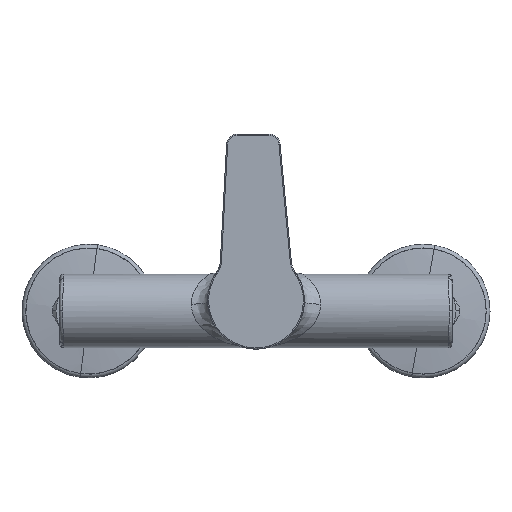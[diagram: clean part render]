
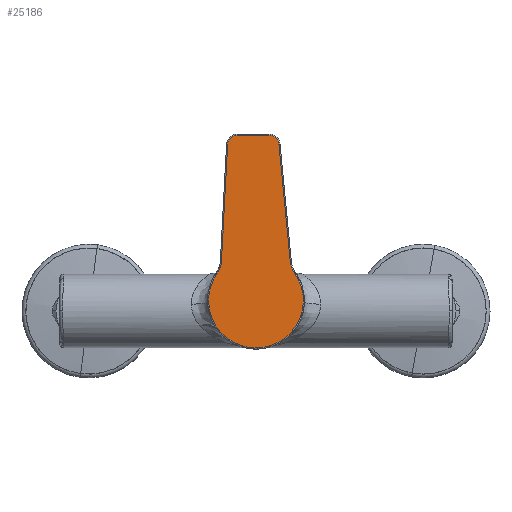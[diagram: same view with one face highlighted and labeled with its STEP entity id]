
A CAD part, top view. The second image highlights one B-rep face of the part: STEP entity #25186.
In plain terms, the highlighted planar face has unit normal (0, 0, 1).
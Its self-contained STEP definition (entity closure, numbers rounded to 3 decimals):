
#23326=CARTESIAN_POINT('',(69.75,-5.823,0.));
#23327=DIRECTION('',(0.,0.,1.));
#23328=DIRECTION('',(0.096,-0.995,0.));
#23329=AXIS2_PLACEMENT_3D('',#23326,#23327,#23328);
#23331=DIRECTION('',(0.995,0.096,0.));
#23332=VECTOR('',#23331,52.952);
#23333=CARTESIAN_POINT('',(17.471,-15.369,0.));
#23334=LINE('',#23333,#23332);
#23335=CARTESIAN_POINT('',(18.476,-25.82,0.));
#23336=DIRECTION('',(0.,0.,-1.));
#23337=DIRECTION('',(-0.582,0.813,0.));
#23338=AXIS2_PLACEMENT_3D('',#23335,#23336,#23337);
#23340=CARTESIAN_POINT('',(18.269,25.967,0.));
#23341=DIRECTION('',(0.,0.,-1.));
#23342=DIRECTION('',(-0.053,-0.999,0.));
#23343=AXIS2_PLACEMENT_3D('',#23340,#23341,#23342);
#23345=DIRECTION('',(-0.999,0.053,0.));
#23346=VECTOR('',#23345,52.352);
#23347=CARTESIAN_POINT('',(69.989,12.701,
0.));
#23348=LINE('',#23347,#23346);
#23349=CARTESIAN_POINT('',(69.75,8.207,0.));
#23350=DIRECTION('',(0.,0.,1.));
#23351=DIRECTION('',(1.,0.,0.));
#23352=AXIS2_PLACEMENT_3D('',#23349,#23350,#23351);
#23354=DIRECTION('',(0.,1.,0.));
#23355=VECTOR('',#23354,14.03);
#23356=CARTESIAN_POINT('',(74.25,-5.823,0.));
#23357=LINE('',#23356,#23355);
#23388=CARTESIAN_POINT('',(0.,0.,0.));
#23389=DIRECTION('',(0.,0.,1.));
#23390=DIRECTION('',(0.575,0.818,0.));
#23391=AXIS2_PLACEMENT_3D('',#23388,#23389,#23390);
#25034=CARTESIAN_POINT('',(70.181,-10.302,
0.));
#25035=CARTESIAN_POINT('',(74.25,-5.823,0.));
#25036=VERTEX_POINT('',#25034);
#25037=VERTEX_POINT('',#25035);
#25042=CARTESIAN_POINT('',(74.25,8.207,0.));
#25043=VERTEX_POINT('',#25042);
#25046=CARTESIAN_POINT('',(69.989,12.701,
0.));
#25047=VERTEX_POINT('',#25046);
#25050=CARTESIAN_POINT('',(17.711,15.482,0.));
#25051=VERTEX_POINT('',#25050);
#25054=CARTESIAN_POINT('',(12.227,17.38,0.));
#25055=VERTEX_POINT('',#25054);
#25062=CARTESIAN_POINT('',(12.366,-17.281,0.));
#25063=CARTESIAN_POINT('',(17.471,-15.369,0.));
#25064=VERTEX_POINT('',#25062);
#25065=VERTEX_POINT('',#25063);
#25163=CARTESIAN_POINT('',(0.,0.,0.));
#25164=DIRECTION('',(0.,0.,1.));
#25165=DIRECTION('',(-1.,0.,0.));
#25166=AXIS2_PLACEMENT_3D('',#25163,#25164,#25165);
#25167=PLANE('',#25166);
#25169=ORIENTED_EDGE('',*,*,#25168,.F.);
#25171=ORIENTED_EDGE('',*,*,#25170,.F.);
#25173=ORIENTED_EDGE('',*,*,#25172,.F.);
#25175=ORIENTED_EDGE('',*,*,#25174,.F.);
#25177=ORIENTED_EDGE('',*,*,#25176,.F.);
#25179=ORIENTED_EDGE('',*,*,#25178,.F.);
#25181=ORIENTED_EDGE('',*,*,#25180,.F.);
#25183=ORIENTED_EDGE('',*,*,#25182,.F.);
#25184=EDGE_LOOP('',(#25169,#25171,#25173,#25175,#25177,#25179,#25181,#25183));
#25185=FACE_OUTER_BOUND('',#25184,.F.);
#25186=ADVANCED_FACE('',(#25185),#25167,.T.);
#23330=CIRCLE('',#23329,4.5);
#23339=CIRCLE('',#23338,10.5);
#23344=CIRCLE('',#23343,10.5);
#23353=CIRCLE('',#23352,4.5);
#23392=CIRCLE('',#23391,21.25);
#25168=EDGE_CURVE('',#25036,#25037,#23330,.T.);
#25170=EDGE_CURVE('',#25065,#25036,#23334,.T.);
#25172=EDGE_CURVE('',#25064,#25065,#23339,.T.);
#25174=EDGE_CURVE('',#25055,#25064,#23392,.T.);
#25176=EDGE_CURVE('',#25051,#25055,#23344,.T.);
#25178=EDGE_CURVE('',#25047,#25051,#23348,.T.);
#25180=EDGE_CURVE('',#25043,#25047,#23353,.T.);
#25182=EDGE_CURVE('',#25037,#25043,#23357,.T.);
